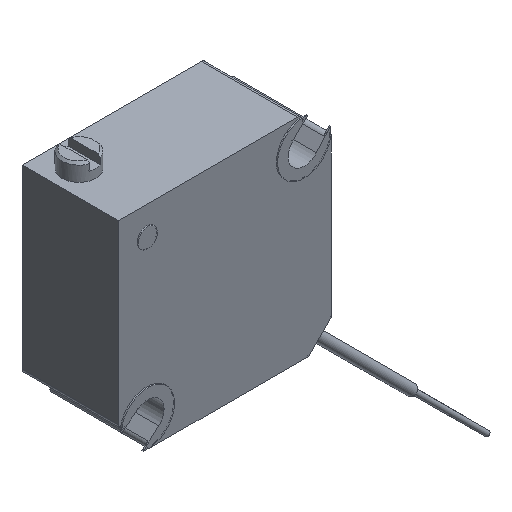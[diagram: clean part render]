
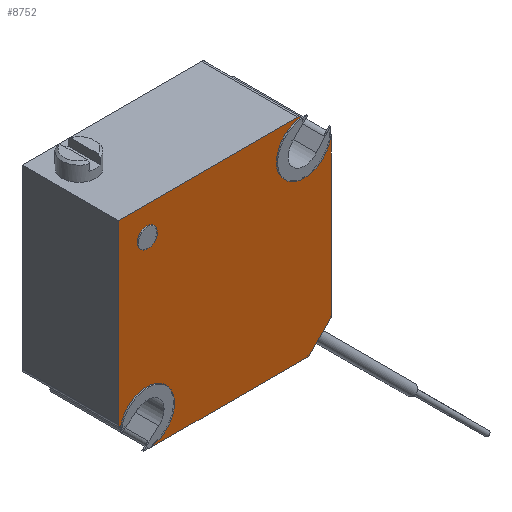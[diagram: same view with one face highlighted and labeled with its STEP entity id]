
A CAD part, isometric view. The second image highlights one B-rep face of the part: STEP entity #8752.
In plain terms, the highlighted planar face has unit normal (0, -1, 0).
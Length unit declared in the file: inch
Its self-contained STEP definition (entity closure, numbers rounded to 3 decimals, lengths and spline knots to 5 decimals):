
#1800=CARTESIAN_POINT('',(-0.18385,0.,0.18385));
#1801=DIRECTION('',(0.,-1.,0.));
#1802=DIRECTION('',(-1.,0.,0.));
#1803=AXIS2_PLACEMENT_3D('',#1800,#1801,#1802);
#1805=CARTESIAN_POINT('',(-0.18385,0.,0.18385));
#1806=DIRECTION('',(0.,-1.,0.));
#1807=DIRECTION('',(1.,0.,0.));
#1808=AXIS2_PLACEMENT_3D('',#1805,#1806,#1807);
#1810=CARTESIAN_POINT('',(0.24,0.,0.17472));
#1811=DIRECTION('',(0.,-1.,0.));
#1812=DIRECTION('',(1.,0.,0.));
#1813=AXIS2_PLACEMENT_3D('',#1810,#1811,#1812);
#1815=DIRECTION('',(-0.707,0.,-0.707));
#1816=VECTOR('',#1815,0.075);
#1817=CARTESIAN_POINT('',(0.25,0.,-0.19697));
#1818=LINE('',#1817,#1816);
#1819=CARTESIAN_POINT('',(-0.17418,0.,-0.24));
#1820=DIRECTION('',(0.,-1.,0.));
#1821=DIRECTION('',(-0.775,0.,-0.632));
#1822=AXIS2_PLACEMENT_3D('',#1819,#1820,#1821);
#1824=CARTESIAN_POINT('',(-0.24,0.,-0.16583));
#1825=DIRECTION('',(0.,-1.,0.));
#1826=DIRECTION('',(-1.,0.,0.));
#1827=AXIS2_PLACEMENT_3D('',#1824,#1825,#1826);
#1829=CARTESIAN_POINT('',(0.172,0.,0.24));
#1830=DIRECTION('',(0.,-1.,0.));
#1831=DIRECTION('',(0.783,0.,0.622));
#1832=AXIS2_PLACEMENT_3D('',#1829,#1830,#1831);
#1864=DIRECTION('',(0.,0.,1.));
#1865=VECTOR('',#1864,0.37169);
#1866=CARTESIAN_POINT('',(0.25,0.,-0.19697));
#1867=LINE('',#1866,#1865);
#1902=DIRECTION('',(1.,0.,0.));
#1903=VECTOR('',#1902,0.37115);
#1904=CARTESIAN_POINT('',(-0.17418,0.,-0.25));
#1905=LINE('',#1904,#1903);
#1971=CARTESIAN_POINT('',(-0.18385,0.,-0.18385));
#1972=DIRECTION('',(0.,1.,0.));
#1973=DIRECTION('',(-0.988,0.,0.156));
#1974=AXIS2_PLACEMENT_3D('',#1971,#1972,#1973);
#2002=DIRECTION('',(0.,0.,-1.));
#2003=VECTOR('',#2002,0.41583);
#2004=CARTESIAN_POINT('',(-0.25,0.,0.25));
#2005=LINE('',#2004,#2003);
#2020=DIRECTION('',(-1.,0.,0.));
#2021=VECTOR('',#2020,0.422);
#2022=CARTESIAN_POINT('',(0.172,0.,0.25));
#2023=LINE('',#2022,#2021);
#2184=CARTESIAN_POINT('',(0.18385,0.,0.18385));
#2185=DIRECTION('',(0.,1.,0.));
#2186=DIRECTION('',(1.,0.,-0.022));
#2187=AXIS2_PLACEMENT_3D('',#2184,#2185,#2186);
#6144=CARTESIAN_POINT('',(0.19697,0.,-0.25));
#6145=VERTEX_POINT('',#6144);
#6158=CARTESIAN_POINT('',(0.25,0.,-0.19697));
#6159=VERTEX_POINT('',#6158);
#6160=CARTESIAN_POINT('',(-0.20635,0.,0.18385));
#6161=CARTESIAN_POINT('',(-0.16135,0.,0.18385));
#6162=VERTEX_POINT('',#6160);
#6163=VERTEX_POINT('',#6161);
#6164=CARTESIAN_POINT('',(-0.25,0.,0.25));
#6166=VERTEX_POINT('',#6164);
#7090=CARTESIAN_POINT('',(0.25,0.,0.17472));
#7091=CARTESIAN_POINT('',(0.24633,0.,0.18246));
#7092=VERTEX_POINT('',#7090);
#7093=VERTEX_POINT('',#7091);
#7108=CARTESIAN_POINT('',(0.17983,0.,0.24622));
#7109=CARTESIAN_POINT('',(0.172,0.,0.25));
#7110=VERTEX_POINT('',#7108);
#7111=VERTEX_POINT('',#7109);
#7114=CARTESIAN_POINT('',(-0.25,0.,-0.16583));
#7115=CARTESIAN_POINT('',(-0.24559,0.,-0.17412));
#7116=VERTEX_POINT('',#7114);
#7117=VERTEX_POINT('',#7115);
#7132=CARTESIAN_POINT('',(-0.18193,0.,-0.24632));
#7133=CARTESIAN_POINT('',(-0.17418,0.,-0.25));
#7134=VERTEX_POINT('',#7132);
#7135=VERTEX_POINT('',#7133);
#8718=CARTESIAN_POINT('',(0.,0.,0.));
#8719=DIRECTION('',(0.,1.,0.));
#8720=DIRECTION('',(1.,0.,0.));
#8721=AXIS2_PLACEMENT_3D('',#8718,#8719,#8720);
#8722=PLANE('',#8721);
#8723=ORIENTED_EDGE('',*,*,#8706,.F.);
#8725=ORIENTED_EDGE('',*,*,#8724,.F.);
#8727=ORIENTED_EDGE('',*,*,#8726,.T.);
#8729=ORIENTED_EDGE('',*,*,#8728,.F.);
#8731=ORIENTED_EDGE('',*,*,#8730,.F.);
#8733=ORIENTED_EDGE('',*,*,#8732,.F.);
#8735=ORIENTED_EDGE('',*,*,#8734,.F.);
#8737=ORIENTED_EDGE('',*,*,#8736,.F.);
#8739=ORIENTED_EDGE('',*,*,#8738,.F.);
#8741=ORIENTED_EDGE('',*,*,#8740,.F.);
#8743=ORIENTED_EDGE('',*,*,#8742,.F.);
#8744=EDGE_LOOP('',(#8723,#8725,#8727,#8729,#8731,#8733,#8735,#8737,#8739,#8741,
#8743));
#8745=FACE_OUTER_BOUND('',#8744,.F.);
#8747=ORIENTED_EDGE('',*,*,#8746,.T.);
#8749=ORIENTED_EDGE('',*,*,#8748,.T.);
#8750=EDGE_LOOP('',(#8747,#8749));
#8751=FACE_BOUND('',#8750,.F.);
#8752=ADVANCED_FACE('',(#8745,#8751),#8722,.F.);
#1804=CIRCLE('',#1803,0.0225);
#1809=CIRCLE('',#1808,0.0225);
#1814=CIRCLE('',#1813,0.01);
#1823=CIRCLE('',#1822,0.01);
#1828=CIRCLE('',#1827,0.01);
#1833=CIRCLE('',#1832,0.01);
#1975=CIRCLE('',#1974,0.0625);
#2188=CIRCLE('',#2187,0.0625);
#8706=EDGE_CURVE('',#7092,#7093,#1814,.T.);
#8724=EDGE_CURVE('',#6159,#7092,#1867,.T.);
#8726=EDGE_CURVE('',#6159,#6145,#1818,.T.);
#8728=EDGE_CURVE('',#7135,#6145,#1905,.T.);
#8730=EDGE_CURVE('',#7134,#7135,#1823,.T.);
#8732=EDGE_CURVE('',#7117,#7134,#1975,.T.);
#8734=EDGE_CURVE('',#7116,#7117,#1828,.T.);
#8736=EDGE_CURVE('',#6166,#7116,#2005,.T.);
#8738=EDGE_CURVE('',#7111,#6166,#2023,.T.);
#8740=EDGE_CURVE('',#7110,#7111,#1833,.T.);
#8742=EDGE_CURVE('',#7093,#7110,#2188,.T.);
#8746=EDGE_CURVE('',#6162,#6163,#1804,.T.);
#8748=EDGE_CURVE('',#6163,#6162,#1809,.T.);
